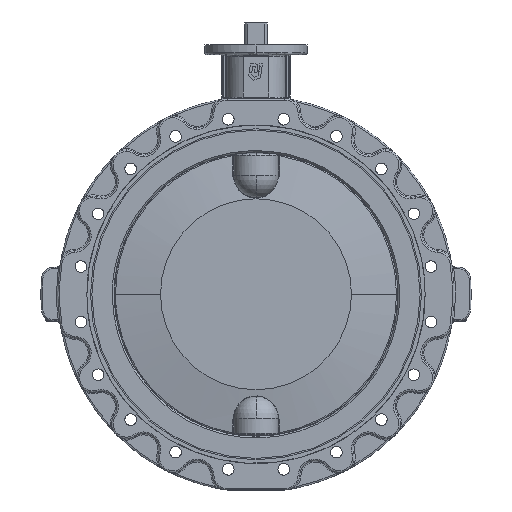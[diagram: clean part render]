
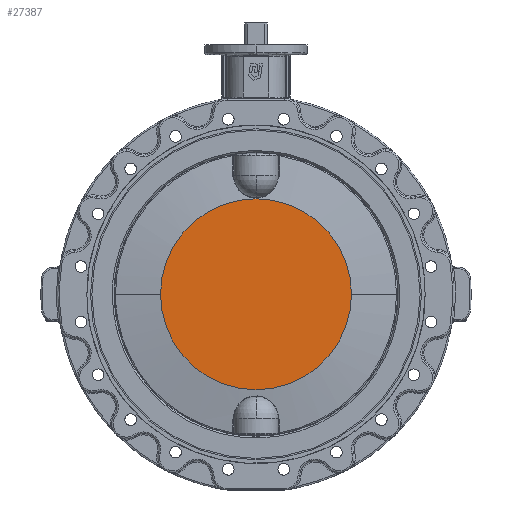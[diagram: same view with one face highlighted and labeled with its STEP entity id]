
A CAD part, left-side view. The second image highlights one B-rep face of the part: STEP entity #27387.
In plain terms, the highlighted planar face has unit normal (-1, 0, 0).
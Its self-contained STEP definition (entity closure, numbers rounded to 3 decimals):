
#26335=CARTESIAN_POINT('',(-20.5,195.294,0.));
#26336=VERTEX_POINT('',#26335);
#26343=CARTESIAN_POINT('',(-20.5,-195.294,0.));
#26344=VERTEX_POINT('',#26343);
#26345=CARTESIAN_POINT('',(-20.5,0.,0.));
#26346=DIRECTION('',(-1.,0.,-0.));
#26347=DIRECTION('',(0.,1.,0.));
#26348=AXIS2_PLACEMENT_3D('',#26345,#26346,#26347);
#26349=CIRCLE('',#26348,195.294);
#26350=EDGE_CURVE('',#26344,#26336,#26349,.T.);
#27372=CARTESIAN_POINT('',(-20.5,97.647,0.));
#27373=DIRECTION('',(-1.,0.,0.));
#27374=DIRECTION('',(0.,0.,1.));
#27375=AXIS2_PLACEMENT_3D('',#27372,#27373,#27374);
#27376=PLANE('',#27375);
#27377=CARTESIAN_POINT('',(-20.5,0.,0.));
#27378=DIRECTION('',(-1.,0.,-0.));
#27379=DIRECTION('',(0.,1.,0.));
#27380=AXIS2_PLACEMENT_3D('',#27377,#27378,#27379);
#27381=CIRCLE('',#27380,195.294);
#27382=EDGE_CURVE('',#26336,#26344,#27381,.T.);
#27383=ORIENTED_EDGE('',*,*,#27382,.T.);
#27384=ORIENTED_EDGE('',*,*,#26350,.T.);
#27385=EDGE_LOOP('',(#27383,#27384));
#27386=FACE_BOUND('',#27385,.T.);
#27387=ADVANCED_FACE('',(#27386),#27376,.T.);
